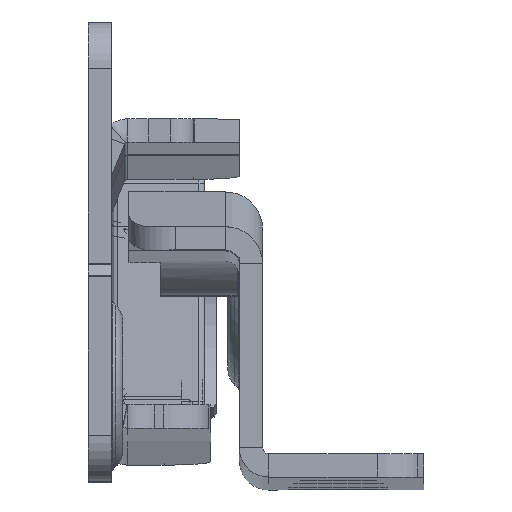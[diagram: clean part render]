
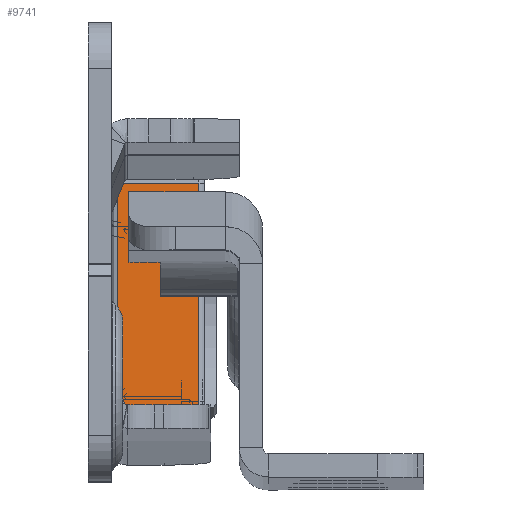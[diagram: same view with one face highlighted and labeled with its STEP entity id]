
A CAD part, top view. The second image highlights one B-rep face of the part: STEP entity #9741.
In plain terms, the highlighted face is planar.
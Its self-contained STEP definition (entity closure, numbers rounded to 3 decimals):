
#351 = ORIENTED_EDGE ( 'NONE', *, *, #2867, .T. ) ;
#474 = EDGE_CURVE ( 'NONE', #4828, #2684, #8739, .T. ) ;
#960 = AXIS2_PLACEMENT_3D ( 'NONE', #6520, #7427, #12558 ) ;
#1078 = DIRECTION ( 'NONE',  ( 0., -1., 0. ) ) ;
#1251 = CARTESIAN_POINT ( 'NONE',  ( 0., -11., 7.5 ) ) ;
#1337 = VECTOR ( 'NONE', #2742, 1000. ) ;
#1706 = LINE ( 'NONE', #2735, #5878 ) ;
#2410 = EDGE_LOOP ( 'NONE', ( #8784, #5541, #3126, #351 ) ) ;
#2684 = VERTEX_POINT ( 'NONE', #3739 ) ;
#2735 = CARTESIAN_POINT ( 'NONE',  ( 0., -11., 7.5 ) ) ;
#2742 = DIRECTION ( 'NONE',  ( 0., 0., -1. ) ) ;
#2799 = DIRECTION ( 'NONE',  ( 0., 1., 0. ) ) ;
#2808 = DIRECTION ( 'NONE',  ( 0., 0., -1. ) ) ;
#2867 = EDGE_CURVE ( 'NONE', #12743, #4828, #1706, .T. ) ;
#3088 = CARTESIAN_POINT ( 'NONE',  ( 0., -11., 0.5 ) ) ;
#3126 = ORIENTED_EDGE ( 'NONE', *, *, #12681, .F. ) ;
#3739 = CARTESIAN_POINT ( 'NONE',  ( 0., 11., 0.5 ) ) ;
#4046 = VECTOR ( 'NONE', #2808, 1000. ) ;
#4151 = VERTEX_POINT ( 'NONE', #8809 ) ;
#4828 = VERTEX_POINT ( 'NONE', #12586 ) ;
#4972 = EDGE_CURVE ( 'NONE', #2684, #4151, #10918, .T. ) ;
#5541 = ORIENTED_EDGE ( 'NONE', *, *, #4972, .T. ) ;
#5878 = VECTOR ( 'NONE', #2799, 1000. ) ;
#6520 = CARTESIAN_POINT ( 'NONE',  ( 0., -11., 8. ) ) ;
#6892 = CARTESIAN_POINT ( 'NONE',  ( 0., 11., 8. ) ) ;
#7427 = DIRECTION ( 'NONE',  ( -1., 0., 0. ) ) ;
#7483 = FACE_OUTER_BOUND ( 'NONE', #2410, .T. ) ;
#8606 = PLANE ( 'NONE',  #960 ) ;
#8739 = LINE ( 'NONE', #6892, #4046 ) ;
#8784 = ORIENTED_EDGE ( 'NONE', *, *, #474, .T. ) ;
#8809 = CARTESIAN_POINT ( 'NONE',  ( 0., -11., 0.5 ) ) ;
#8929 = CARTESIAN_POINT ( 'NONE',  ( 0., -11., 8. ) ) ;
#9741 = ADVANCED_FACE ( 'NONE', ( #7483 ), #8606, .T. ) ;
#10063 = VECTOR ( 'NONE', #1078, 1000. ) ;
#10827 = LINE ( 'NONE', #8929, #1337 ) ;
#10918 = LINE ( 'NONE', #3088, #10063 ) ;
#12558 = DIRECTION ( 'NONE',  ( 0., 0., 1. ) ) ;
#12586 = CARTESIAN_POINT ( 'NONE',  ( 0., 11., 7.5 ) ) ;
#12681 = EDGE_CURVE ( 'NONE', #12743, #4151, #10827, .T. ) ;
#12743 = VERTEX_POINT ( 'NONE', #1251 ) ;
